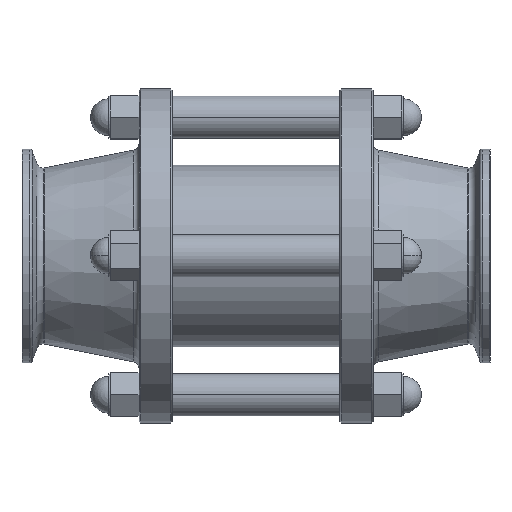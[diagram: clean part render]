
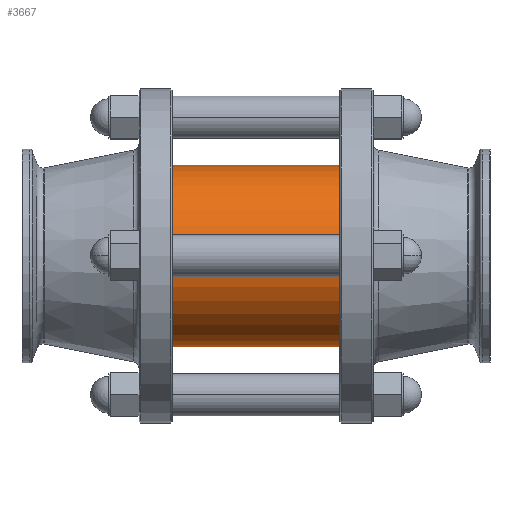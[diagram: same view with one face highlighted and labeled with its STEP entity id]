
A CAD part, top view. The second image highlights one B-rep face of the part: STEP entity #3667.
In plain terms, the highlighted cylindrical face has radius 27.175 mm (diameter 54.35 mm), a partial arc.
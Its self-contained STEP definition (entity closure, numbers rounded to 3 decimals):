
#141 = ORIENTED_EDGE ( 'NONE', *, *, #5236, .T. ) ;
#239 = CARTESIAN_POINT ( 'NONE',  ( 34.5, -27.175, 0. ) ) ;
#767 = CARTESIAN_POINT ( 'NONE',  ( -35., 0., 0. ) ) ;
#1118 = DIRECTION ( 'NONE',  ( 0., -1., 0. ) ) ;
#1124 = LINE ( 'NONE', #4323, #5102 ) ;
#1220 = VERTEX_POINT ( 'NONE', #1741 ) ;
#1313 = CARTESIAN_POINT ( 'NONE',  ( -34.5, 0., 0. ) ) ;
#1337 = DIRECTION ( 'NONE',  ( -1., 0., 0. ) ) ;
#1559 = CYLINDRICAL_SURFACE ( 'NONE', #4349, 27.175 ) ;
#1632 = CARTESIAN_POINT ( 'NONE',  ( 34.5, 27.175, 0. ) ) ;
#1741 = CARTESIAN_POINT ( 'NONE',  ( -34.5, -27.175, 0. ) ) ;
#1756 = VERTEX_POINT ( 'NONE', #239 ) ;
#1931 = VERTEX_POINT ( 'NONE', #1632 ) ;
#1933 = AXIS2_PLACEMENT_3D ( 'NONE', #1313, #1337, #3164 ) ;
#2035 = DIRECTION ( 'NONE',  ( -1., 0., 0. ) ) ;
#2100 = CARTESIAN_POINT ( 'NONE',  ( 34.5, 0., 0. ) ) ;
#2263 = AXIS2_PLACEMENT_3D ( 'NONE', #2100, #2035, #2456 ) ;
#2268 = LINE ( 'NONE', #2765, #4625 ) ;
#2456 = DIRECTION ( 'NONE',  ( 0., -1., 0. ) ) ;
#2765 = CARTESIAN_POINT ( 'NONE',  ( -35., -27.175, 0. ) ) ;
#3164 = DIRECTION ( 'NONE',  ( 0., -1., 0. ) ) ;
#3259 = CARTESIAN_POINT ( 'NONE',  ( -34.5, 27.175, 0. ) ) ;
#3333 = EDGE_CURVE ( 'NONE', #1931, #5462, #1124, .T. ) ;
#3438 = DIRECTION ( 'NONE',  ( -1., 0., 0. ) ) ;
#3479 = CIRCLE ( 'NONE', #1933, 27.175 ) ;
#3667 = ADVANCED_FACE ( 'NONE', ( #4792 ), #1559, .T. ) ;
#3682 = EDGE_LOOP ( 'NONE', ( #141, #4276, #4465, #3931 ) ) ;
#3931 = ORIENTED_EDGE ( 'NONE', *, *, #4453, .F. ) ;
#4276 = ORIENTED_EDGE ( 'NONE', *, *, #3333, .T. ) ;
#4323 = CARTESIAN_POINT ( 'NONE',  ( -35., 27.175, 0. ) ) ;
#4349 = AXIS2_PLACEMENT_3D ( 'NONE', #767, #5220, #1118 ) ;
#4453 = EDGE_CURVE ( 'NONE', #1756, #1220, #2268, .T. ) ;
#4465 = ORIENTED_EDGE ( 'NONE', *, *, #5798, .F. ) ;
#4625 = VECTOR ( 'NONE', #5836, 1000. ) ;
#4792 = FACE_OUTER_BOUND ( 'NONE', #3682, .T. ) ;
#4836 = CIRCLE ( 'NONE', #2263, 27.175 ) ;
#5102 = VECTOR ( 'NONE', #3438, 1000. ) ;
#5220 = DIRECTION ( 'NONE',  ( -1., 0., 0. ) ) ;
#5236 = EDGE_CURVE ( 'NONE', #1756, #1931, #4836, .T. ) ;
#5462 = VERTEX_POINT ( 'NONE', #3259 ) ;
#5798 = EDGE_CURVE ( 'NONE', #1220, #5462, #3479, .T. ) ;
#5836 = DIRECTION ( 'NONE',  ( -1., 0., 0. ) ) ;
